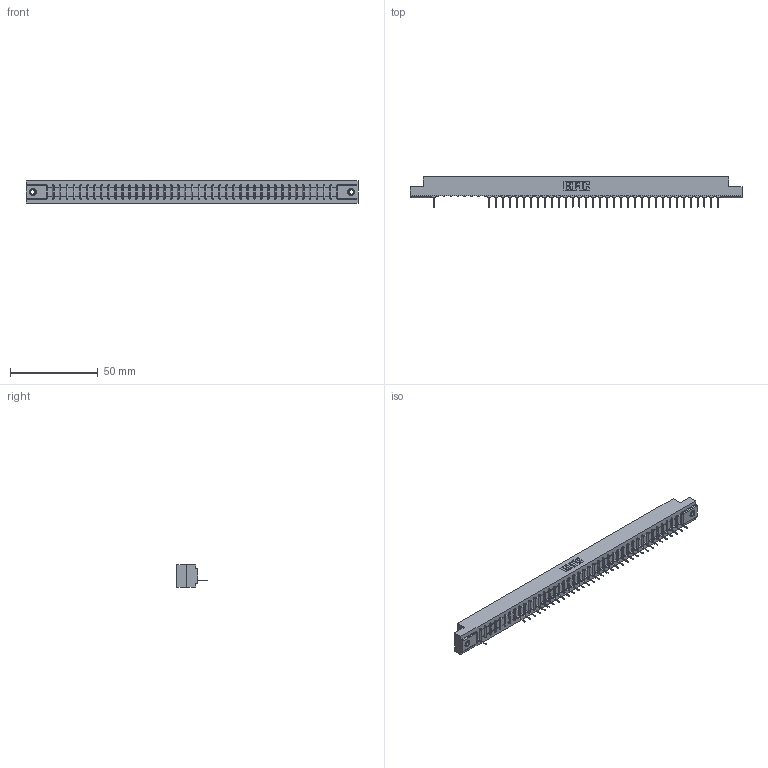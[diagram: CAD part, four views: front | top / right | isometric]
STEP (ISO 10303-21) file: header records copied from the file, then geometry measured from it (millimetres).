
FILE_DESCRIPTION (( 'STEP AP203' ), '1' );
FILE_NAME ('307-042-531-107.STEP', '2018-08-05T16:55:25', ( '' ), ( '' ), 'SwSTEP 2.0', 'SolidWorks 2016', '' );
FILE_SCHEMA (( 'CONFIG_CONTROL_DESIGN' ));
Length unit declared in the file: inch
Products named in the file (4): 307-290-001_531; 345-250-001_345-250-005-103; 307-042-531-107; 307 Part_.156 Dia Mounting Holes
Assembly tree (38 placements, depth 2):
  307-042-531-107
    307 Part_.156 Dia Mounting Holes
    307-290-001_531  x35
    345-250-001_345-250-005-103  x2
Bounding box: 189.43 x 17.42 x 12.7 mm (x, y, z)
Volume: 19486.3 mm3; surface area: 19601.5 mm2
Topology: 38 solids, 38 shells, 2321 faces, 6577 edges, 4214 vertices
Faces by surface type: plane 1481, cylinder 738, sphere 86, cone 12, torus 4
Entity records: 36935 total; most frequent: CARTESIAN_POINT 6232, ORIENTED_EDGE 6218, DIRECTION 6063, EDGE_CURVE 3109, VECTOR 2385, LINE 2385, VERTEX_POINT 2008, AXIS2_PLACEMENT_3D 1839
